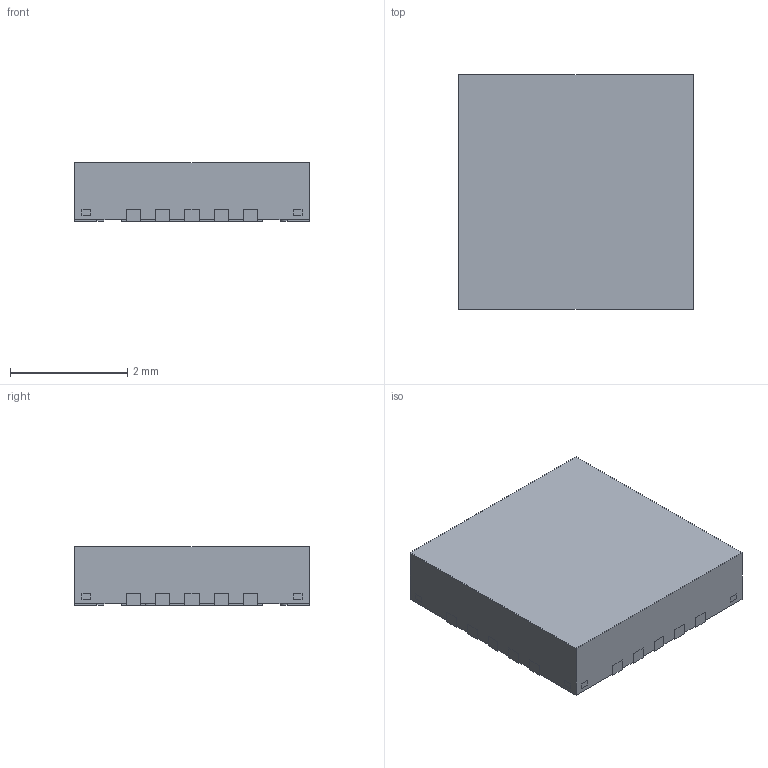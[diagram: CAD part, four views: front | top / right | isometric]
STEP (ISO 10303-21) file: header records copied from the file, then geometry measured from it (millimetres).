
FILE_DESCRIPTION((''),'2;1');
FILE_NAME('RGP0020H_ASM','2021-04-18T17:32:07',('a0414801'),(''),'CREO PARAMETRIC BY PTC INC, 2018500','CREO PARAMETRIC BY PTC INC, 2018500','');
FILE_SCHEMA(('AUTOMOTIVE_DESIGN { 1 0 10303 214 1 1 1 1 }'));
Length unit declared in the file: millimetre
Products named in the file (3): FRAME; BODY; RGP0020H_ASM
Assembly tree (2 placements, depth 2):
  RGP0020H_ASM
    FRAME
    BODY
Bounding box: 4 x 4 x 1 mm (x, y, z)
Volume: 15.8 mm3; surface area: 77.5 mm2
Topology: 26 solids, 26 shells, 357 faces, 912 edges, 608 vertices
Faces by surface type: plane 275, cylinder 82
Entity records: 14004 total; most frequent: CARTESIAN_POINT 1889, ORIENTED_EDGE 1824, DIRECTION 1800, PRESENTATION_STYLE_ASSIGNMENT 967, STYLED_ITEM 939, CURVE_STYLE 912, EDGE_CURVE 912, VECTOR 748
